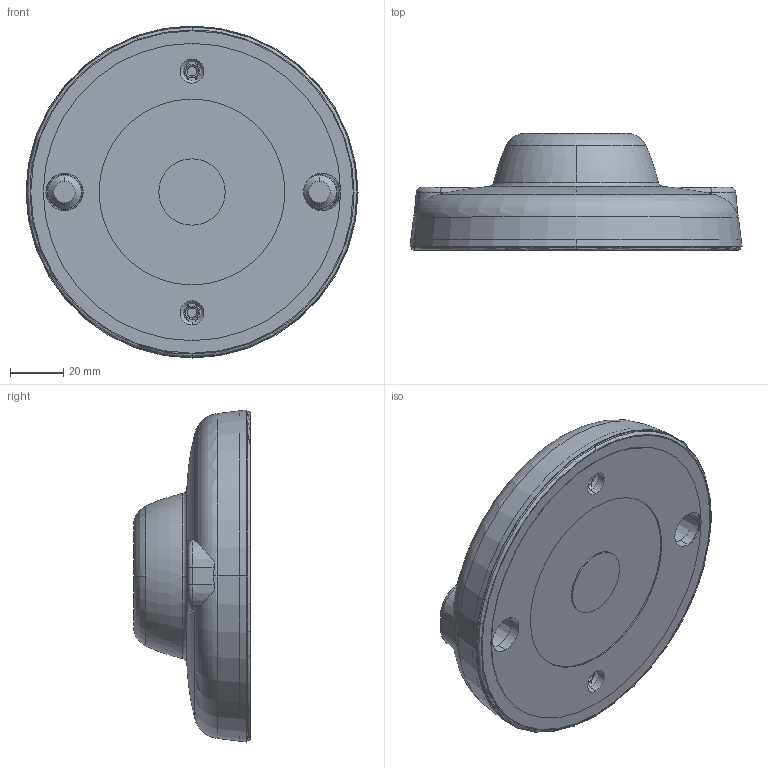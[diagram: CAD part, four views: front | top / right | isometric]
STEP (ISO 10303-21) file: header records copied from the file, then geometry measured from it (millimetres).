
FILE_DESCRIPTION (( 'STEP AP214' ), '1' );
FILE_NAME ('098ak125kbzg.STEP', '2014-09-10T06:41:55', ( '' ), ( '' ), 'SwSTEP 2.0', 'SolidWorks 2014', '' );
FILE_SCHEMA (( 'AUTOMOTIVE_DESIGN' ));
Length unit declared in the file: millimetre
Products named in the file (1): 098ak125kbzg
Bounding box: 125 x 44 x 125 mm (x, y, z)
Volume: 246487.1 mm3; surface area: 94493.7 mm2
Topology: 2 solids, 2 shells, 1195 faces, 2873 edges, 1642 vertices
Faces by surface type: bspline 520, torus 259, cylinder 135, plane 111, sphere 96, cone 74
Entity records: 70065 total; most frequent: CARTESIAN_POINT 33428, ORIENTED_EDGE 5572, DIRECTION 4137, EDGE_CURVE 2786, AXIS2_PLACEMENT_3D 1880, VERTEX_POINT 1608, EDGE_LOOP 1218, CIRCLE 1204
